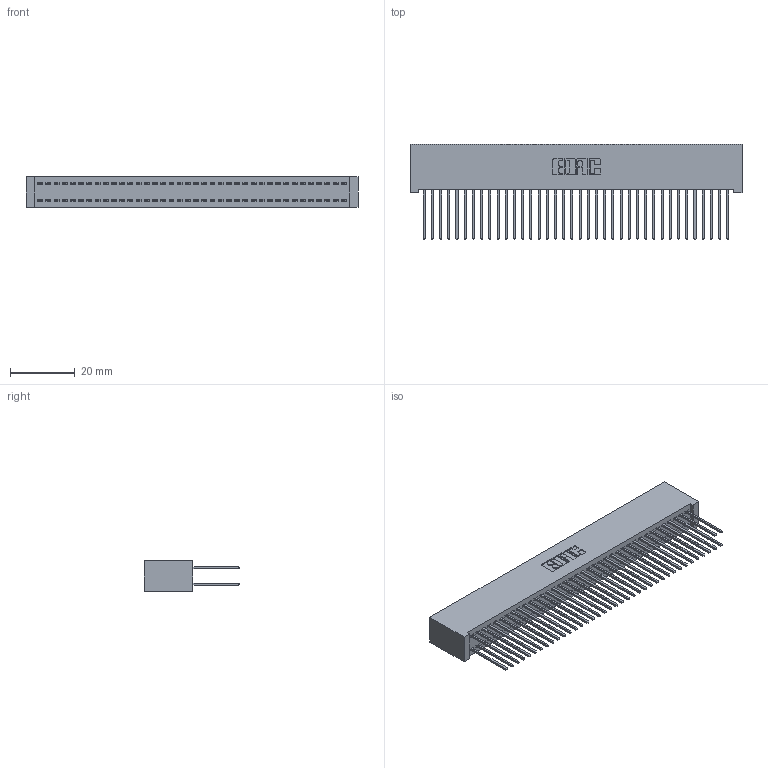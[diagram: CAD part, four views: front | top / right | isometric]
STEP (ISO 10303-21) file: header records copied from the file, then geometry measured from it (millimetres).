
FILE_DESCRIPTION (( 'STEP AP203' ), '1' );
FILE_NAME ('392-076-540-201.STEP', '2019-10-09T13:27:38', ( '' ), ( '' ), 'SwSTEP 2.0', 'SolidWorks 2016', '' );
FILE_SCHEMA (( 'CONFIG_CONTROL_DESIGN' ));
Length unit declared in the file: inch
Products named in the file (3): 342 Part_Lugless; 345-292-001_345-293-140; 392-076-540-201
Assembly tree (77 placements, depth 2):
  392-076-540-201
    342 Part_Lugless
    345-292-001_345-293-140  x76
Bounding box: 102.77 x 29.47 x 9.4 mm (x, y, z)
Volume: 9942.4 mm3; surface area: 17812.3 mm2
Topology: 77 solids, 77 shells, 4054 faces, 12055 edges, 7934 vertices
Faces by surface type: plane 2798, cylinder 1256
Entity records: 24573 total; most frequent: CARTESIAN_POINT 4074, ORIENTED_EDGE 4010, DIRECTION 3481, EDGE_CURVE 2005, LINE 1885, VECTOR 1885, VERTEX_POINT 1334, AXIS2_PLACEMENT_3D 798
